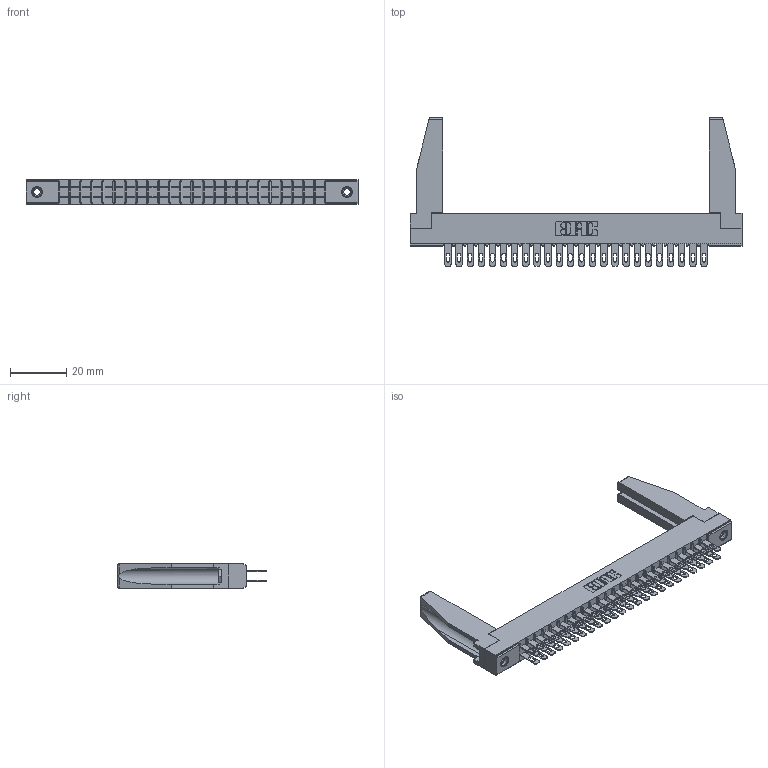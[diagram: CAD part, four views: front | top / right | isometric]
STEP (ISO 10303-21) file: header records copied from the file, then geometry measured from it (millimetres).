
FILE_DESCRIPTION (( 'STEP AP203' ), '1' );
FILE_NAME ('305-048-500-578.STEP', '2019-09-09T20:59:12', ( '' ), ( '' ), 'SwSTEP 2.0', 'SolidWorks 2016', '' );
FILE_SCHEMA (( 'CONFIG_CONTROL_DESIGN' ));
Length unit declared in the file: inch
Products named in the file (5): 305-290-001_500; 345-250-001_345-250-001-102; 305-048-500-578; 305 Part_.156 Dia; 307-220-078
Assembly tree (53 placements, depth 2):
  305-048-500-578
    305 Part_.156 Dia
    305-290-001_500  x48
    345-250-001_345-250-001-102  x2
    307-220-078  x2
Bounding box: 118.11 x 52.88 x 8.71 mm (x, y, z)
Volume: 11211.3 mm3; surface area: 19163.9 mm2
Topology: 53 solids, 53 shells, 2646 faces, 7534 edges, 4884 vertices
Faces by surface type: plane 1496, cylinder 1038, sphere 96, cone 12, torus 4
Entity records: 30638 total; most frequent: CARTESIAN_POINT 5076, ORIENTED_EDGE 4994, DIRECTION 4885, EDGE_CURVE 2497, VECTOR 1995, LINE 1995, VERTEX_POINT 1594, AXIS2_PLACEMENT_3D 1445
